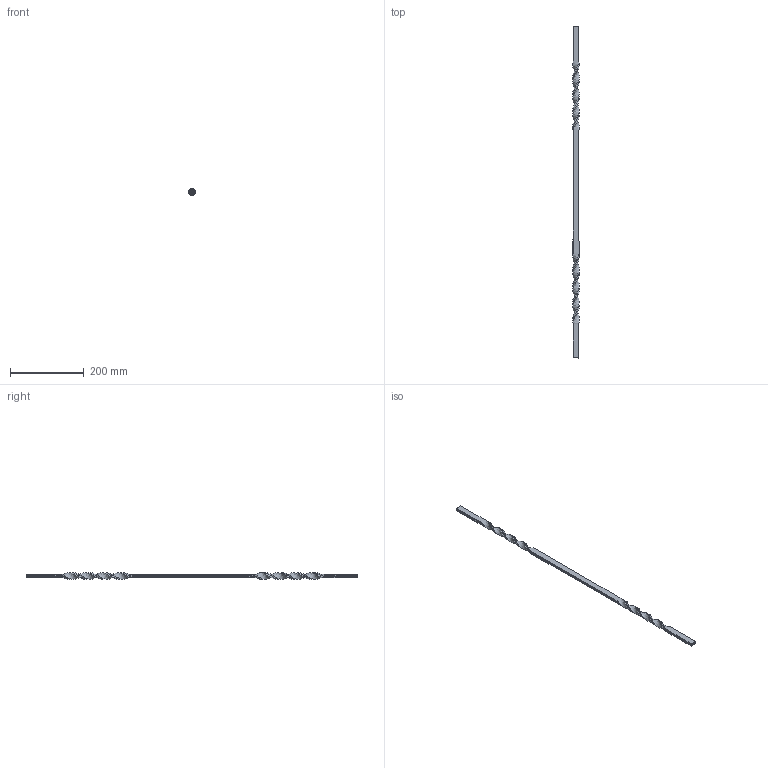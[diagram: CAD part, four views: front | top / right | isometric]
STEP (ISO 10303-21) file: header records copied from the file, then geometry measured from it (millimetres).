
FILE_DESCRIPTION (( 'STEP AP203' ), '1' );
FILE_NAME ('1109.STEP', '2020-08-27T07:26:15', ( '' ), ( '' ), 'SwSTEP 2.0', 'SolidWorks 2018', '' );
FILE_SCHEMA (( 'CONFIG_CONTROL_DESIGN' ));
Length unit declared in the file: millimetre
Products named in the file (1): 1109
Bounding box: 17.94 x 900 x 17.97 mm (x, y, z)
Volume: 115678.9 mm3; surface area: 45794.7 mm2
Topology: 1 solids, 1 shells, 164 faces, 435 edges, 290 vertices
Faces by surface type: plane 88, bspline 76
Entity records: 20090 total; most frequent: CARTESIAN_POINT 16436, ORIENTED_EDGE 870, DIRECTION 471, EDGE_CURVE 435, LINE 293, VECTOR 293, VERTEX_POINT 290, EDGE_LOOP 181
